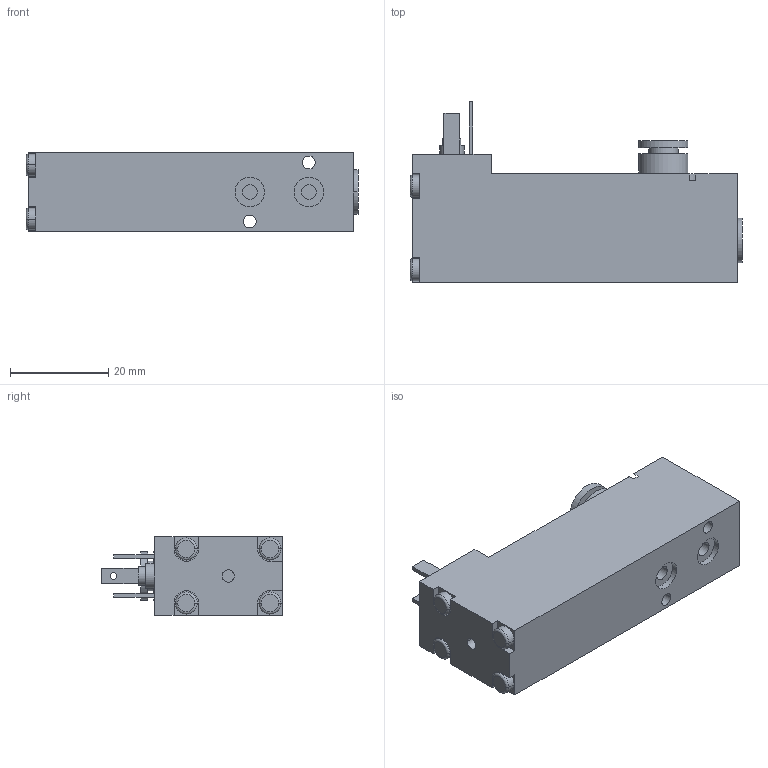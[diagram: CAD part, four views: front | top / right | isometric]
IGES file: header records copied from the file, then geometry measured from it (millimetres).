
Start section:  PTC IGES file: MD 310 34 3.igs
Global section: file name: 61HMD 310 343.igs; native system: b.tamas by Parametric Technology Corporation; preprocessor: 2001360; author: Unknown; organization: PTC; date: 070205.095243; units: millimetre
Bounding box: 67.5 x 36.7 x 16 mm (x, y, z)
Surface area: 7290.1 mm2 (no closed solid volume)
Topology: 0 solids, 0 shells, 111 faces, 536 edges, 536 vertices
Faces by surface type: revolution 56, bspline 55
